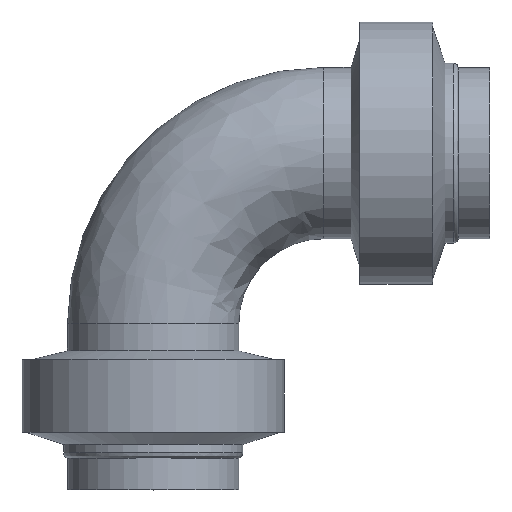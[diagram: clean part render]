
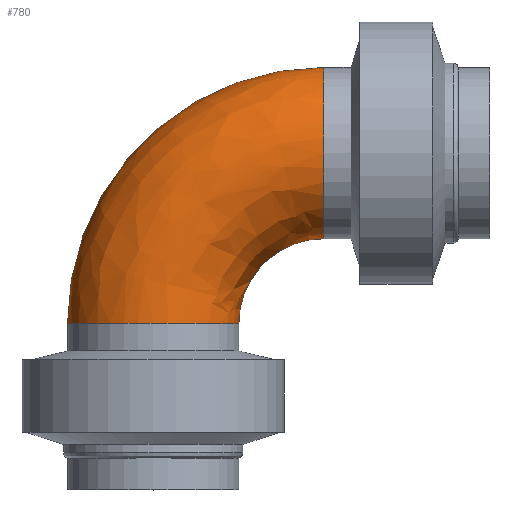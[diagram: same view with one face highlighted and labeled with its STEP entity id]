
A CAD part, top view. The second image highlights one B-rep face of the part: STEP entity #780.
In plain terms, the highlighted free-form (B-spline) face has degree [2, 2] with [5, 3] control points.
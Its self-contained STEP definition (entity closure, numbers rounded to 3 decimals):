
#54=(
BOUNDED_SURFACE()
B_SPLINE_SURFACE(2,2,((#1263,#1264,#1265),(#1266,#1267,#1268),(#1269,#1270,
#1271),(#1272,#1273,#1274),(#1275,#1276,#1277)),.UNSPECIFIED.,.F.,.F.,.F.)
B_SPLINE_SURFACE_WITH_KNOTS((3,2,3),(3,3),(3.142,4.712,
6.283),(0.,1.571),.UNSPECIFIED.)
GEOMETRIC_REPRESENTATION_ITEM()
RATIONAL_B_SPLINE_SURFACE(((1.,0.707,1.),(0.707,
0.5,0.707),(1.,0.707,1.),(0.707,0.5,
0.707),(1.,0.707,1.)))
REPRESENTATION_ITEM('')
SURFACE()
);
#127=FACE_OUTER_BOUND('',#183,.T.);
#183=EDGE_LOOP('',(#547,#548,#549,#550));
#318=CIRCLE('',#854,100.);
#320=CIRCLE('',#857,299.);
#321=CIRCLE('',#858,99.);
#322=CIRCLE('',#859,100.);
#373=VERTEX_POINT('',#1256);
#374=VERTEX_POINT('',#1258);
#375=VERTEX_POINT('',#1278);
#376=VERTEX_POINT('',#1280);
#430=EDGE_CURVE('',#373,#374,#318,.T.);
#433=EDGE_CURVE('',#375,#374,#320,.T.);
#434=EDGE_CURVE('',#373,#376,#321,.T.);
#435=EDGE_CURVE('',#376,#375,#322,.T.);
#547=ORIENTED_EDGE('',*,*,#433,.T.);
#548=ORIENTED_EDGE('',*,*,#430,.F.);
#549=ORIENTED_EDGE('',*,*,#434,.T.);
#550=ORIENTED_EDGE('',*,*,#435,.T.);
#780=ADVANCED_FACE('',(#127),#54,.F.);
#854=AXIS2_PLACEMENT_3D('',#1259,#1005,#1006);
#857=AXIS2_PLACEMENT_3D('',#1279,#1012,#1013);
#858=AXIS2_PLACEMENT_3D('',#1281,#1014,#1015);
#859=AXIS2_PLACEMENT_3D('',#1282,#1016,#1017);
#1005=DIRECTION('center_axis',(0.,-1.,0.));
#1006=DIRECTION('ref_axis',(-1.,0.,0.));
#1012=DIRECTION('center_axis',(0.,0.,1.));
#1013=DIRECTION('ref_axis',(-1.,0.,0.));
#1014=DIRECTION('center_axis',(0.,0.,-1.));
#1015=DIRECTION('ref_axis',(-1.,0.,0.));
#1016=DIRECTION('center_axis',(-1.,0.,0.));
#1017=DIRECTION('ref_axis',(0.,1.,0.));
#1256=CARTESIAN_POINT('',(100.,-210.5,0.));
#1258=CARTESIAN_POINT('',(-100.,-210.5,0.));
#1259=CARTESIAN_POINT('Origin',(0.,-210.5,0.));
#1263=CARTESIAN_POINT('Ctrl Pts',(100.,-210.5,0.));
#1264=CARTESIAN_POINT('Ctrl Pts',(100.,-111.5,0.));
#1265=CARTESIAN_POINT('Ctrl Pts',(199.,-111.5,0.));
#1266=CARTESIAN_POINT('Ctrl Pts',(100.,-210.5,100.));
#1267=CARTESIAN_POINT('Ctrl Pts',(100.,-111.5,100.));
#1268=CARTESIAN_POINT('Ctrl Pts',(199.,-111.5,100.));
#1269=CARTESIAN_POINT('Ctrl Pts',(0.,-210.5,100.));
#1270=CARTESIAN_POINT('Ctrl Pts',(0.,-11.5,
100.));
#1271=CARTESIAN_POINT('Ctrl Pts',(199.,-11.5,100.));
#1272=CARTESIAN_POINT('Ctrl Pts',(-100.,-210.5,100.));
#1273=CARTESIAN_POINT('Ctrl Pts',(-100.,88.5,100.));
#1274=CARTESIAN_POINT('Ctrl Pts',(199.,88.5,100.));
#1275=CARTESIAN_POINT('Ctrl Pts',(-100.,-210.5,0.));
#1276=CARTESIAN_POINT('Ctrl Pts',(-100.,88.5,0.));
#1277=CARTESIAN_POINT('Ctrl Pts',(199.,88.5,0.));
#1278=CARTESIAN_POINT('',(199.,88.5,0.));
#1279=CARTESIAN_POINT('Origin',(199.,-210.5,0.));
#1280=CARTESIAN_POINT('',(199.,-111.5,0.));
#1281=CARTESIAN_POINT('Origin',(199.,-210.5,0.));
#1282=CARTESIAN_POINT('Origin',(199.,-11.5,0.));
